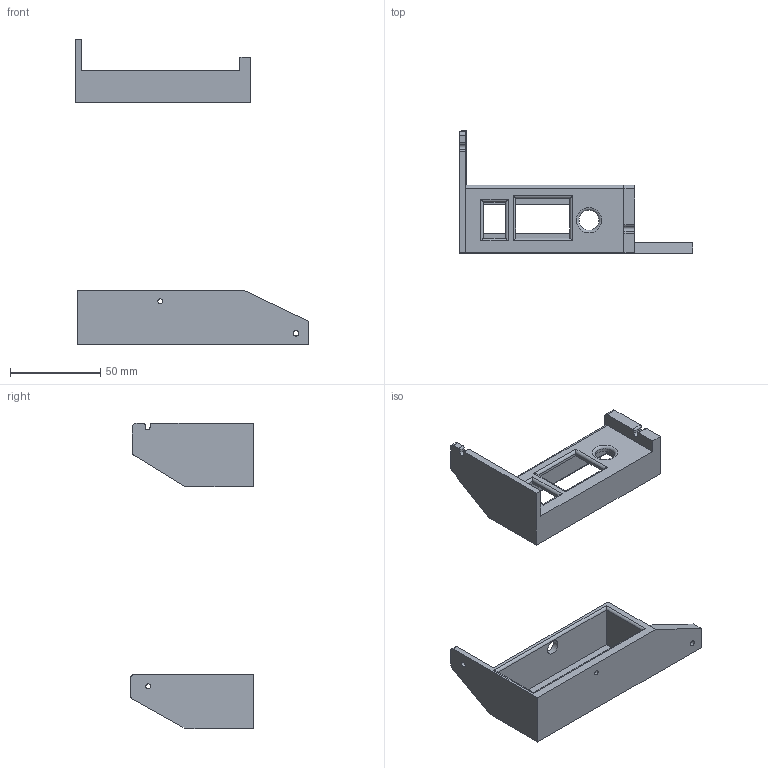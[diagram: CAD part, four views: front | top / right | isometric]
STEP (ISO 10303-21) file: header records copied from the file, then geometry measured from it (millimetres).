
FILE_DESCRIPTION(/* description */ (''),/* implementation_level */ '2;1');
FILE_NAME(/* name */ 'In Shell - Telnet battery holder bracket.step',/* time_stamp */ '2023-01-22T14:01:30Z',/* author */ (''),/* organization */ (''),/* preprocessor_version */ 'ST-DEVELOPER v19.2',/* originating_system */ 'Autodesk Translation Framework v11.17.0.187',/* authorisation */ '');
FILE_SCHEMA (('AUTOMOTIVE_DESIGN { 1 0 10303 214 3 1 1 }'));
Length unit declared in the file: millimetre
Products named in the file (1): Telnet battery holder
Bounding box: 129 x 68 x 169.07 mm (x, y, z)
Volume: 76198.5 mm3; surface area: 39670.9 mm2
Topology: 2 solids, 2 shells, 94 faces, 242 edges, 155 vertices
Faces by surface type: plane 55, cylinder 38, torus 1
Full cylindrical faces by diameter (mm): 2.75 x2, 3 x1, 5.55 x1, 8.05 x1, 11 x1
Entity records: 2900 total; most frequent: DIRECTION 494, CARTESIAN_POINT 492, ORIENTED_EDGE 484, EDGE_CURVE 242, LINE 180, VECTOR 180, AXIS2_PLACEMENT_3D 157, VERTEX_POINT 155
